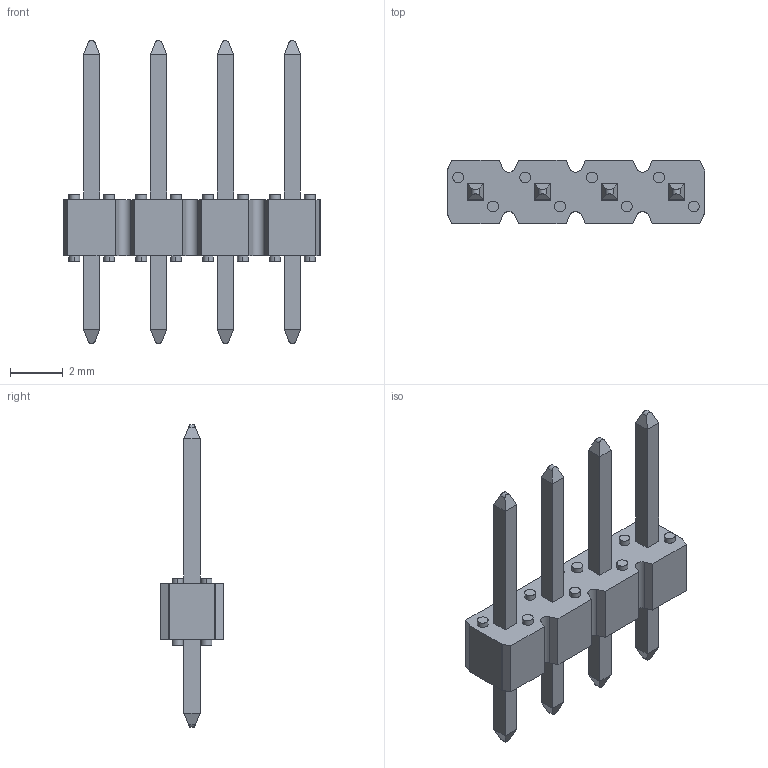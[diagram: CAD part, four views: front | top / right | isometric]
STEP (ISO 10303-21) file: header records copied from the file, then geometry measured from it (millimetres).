
FILE_DESCRIPTION(('STEP AP214'),'1');
FILE_NAME(' ',' ',('TraceParts'),('TraceParts S.A.'),'XStep 1.0',' ',' ');
FILE_SCHEMA(('automotive_design'));
Length unit declared in the file: millimetre
Products named in the file (5): 77311-Y18-04_ASM|Next assembly relationship;98471_004; 77311-Y18-04_ASM|Next assembly relationship;77310_Y16
Bounding box: 9.76 x 2.41 x 11.5 mm (x, y, z)
Volume: 60.9 mm3; surface area: 234.5 mm2
Topology: 5 solids, 5 shells, 158 faces, 364 edges, 232 vertices
Faces by surface type: plane 108, cylinder 50
Entity records: 4667 total; most frequent: CARTESIAN_POINT 951, DIRECTION 758, ORIENTED_EDGE 728, EDGE_CURVE 364, LINE 264, VECTOR 264, AXIS2_PLACEMENT_3D 247, VERTEX_POINT 232
